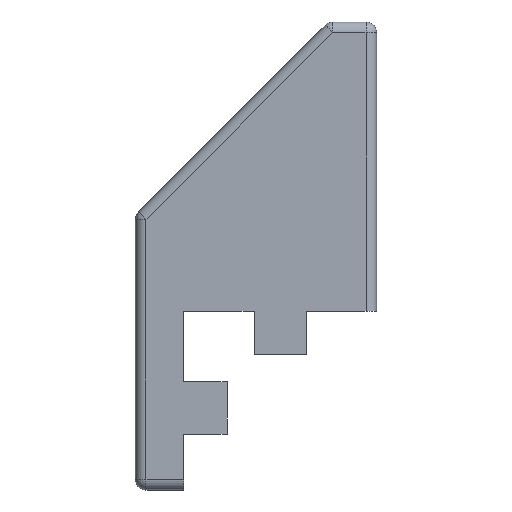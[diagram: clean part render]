
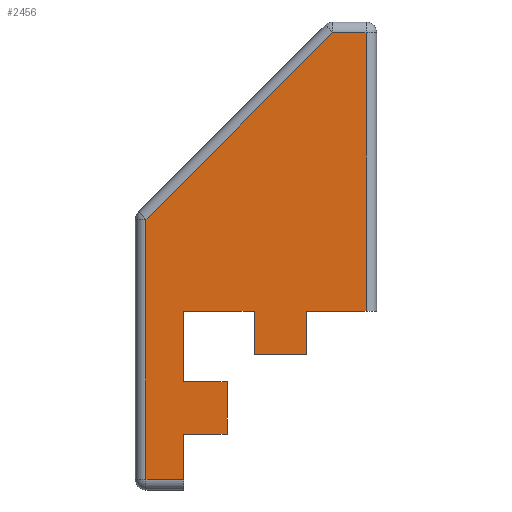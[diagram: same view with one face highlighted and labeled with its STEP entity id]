
A CAD part, left-side view. The second image highlights one B-rep face of the part: STEP entity #2456.
In plain terms, the highlighted planar face has unit normal (-1, 0, 0).
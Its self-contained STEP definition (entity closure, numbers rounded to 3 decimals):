
#15 = CARTESIAN_POINT ( 'NONE',  ( 138.5, -2.7, 10. ) ) ;
#32 = VERTEX_POINT ( 'NONE', #3874 ) ;
#66 = CARTESIAN_POINT ( 'NONE',  ( 138.5, 10., 2.7 ) ) ;
#84 = EDGE_CURVE ( 'NONE', #3451, #2443, #2905, .T. ) ;
#122 = CARTESIAN_POINT ( 'NONE',  ( 138.5, 0., -7.4 ) ) ;
#181 = EDGE_CURVE ( 'NONE', #32, #314, #1254, .T. ) ;
#201 = EDGE_CURVE ( 'NONE', #2812, #1983, #902, .T. ) ;
#219 = VECTOR ( 'NONE', #1601, 1000. ) ;
#314 = VERTEX_POINT ( 'NONE', #3396 ) ;
#356 = CARTESIAN_POINT ( 'NONE',  ( 138.5, 10., -2.7 ) ) ;
#380 = DIRECTION ( 'NONE',  ( 0., 0., 1. ) ) ;
#392 = LINE ( 'NONE', #122, #2520 ) ;
#431 = CARTESIAN_POINT ( 'NONE',  ( 138.5, -8.9, 10. ) ) ;
#449 = ORIENTED_EDGE ( 'NONE', *, *, #2638, .T. ) ;
#472 = DIRECTION ( 'NONE',  ( 0., 0., 1. ) ) ;
#473 = VECTOR ( 'NONE', #2448, 1000. ) ;
#505 = CARTESIAN_POINT ( 'NONE',  ( 138.5, 10., -2.7 ) ) ;
#511 = DIRECTION ( 'NONE',  ( 0., -1., 0. ) ) ;
#703 = DIRECTION ( 'NONE',  ( 0., 0., 1. ) ) ;
#723 = VECTOR ( 'NONE', #2492, 1000. ) ;
#743 = CARTESIAN_POINT ( 'NONE',  ( 138.5, -2.7, 5.5 ) ) ;
#774 = CARTESIAN_POINT ( 'NONE',  ( 138.5, 0., 38.9 ) ) ;
#812 = VERTEX_POINT ( 'NONE', #1913 ) ;
#902 = LINE ( 'NONE', #3825, #219 ) ;
#907 = LINE ( 'NONE', #3331, #2407 ) ;
#939 = ORIENTED_EDGE ( 'NONE', *, *, #3416, .T. ) ;
#952 = LINE ( 'NONE', #66, #2820 ) ;
#1112 = CARTESIAN_POINT ( 'NONE',  ( 138.5, 2.7, 5.5 ) ) ;
#1114 = VECTOR ( 'NONE', #3213, 1000. ) ;
#1129 = CARTESIAN_POINT ( 'NONE',  ( 138.5, -2.7, 5.5 ) ) ;
#1250 = VECTOR ( 'NONE', #380, 1000. ) ;
#1254 = LINE ( 'NONE', #3643, #1935 ) ;
#1279 = ORIENTED_EDGE ( 'NONE', *, *, #2003, .T. ) ;
#1282 = LINE ( 'NONE', #356, #723 ) ;
#1323 = VECTOR ( 'NONE', #1758, 1000. ) ;
#1339 = DIRECTION ( 'NONE',  ( 1., 0., 0. ) ) ;
#1375 = AXIS2_PLACEMENT_3D ( 'NONE', #1655, #1339, #2550 ) ;
#1380 = VECTOR ( 'NONE', #472, 1000. ) ;
#1416 = LINE ( 'NONE', #1112, #2767 ) ;
#1544 = EDGE_CURVE ( 'NONE', #3388, #2305, #2411, .T. ) ;
#1580 = LINE ( 'NONE', #743, #2710 ) ;
#1601 = DIRECTION ( 'NONE',  ( 0., 0., 1. ) ) ;
#1633 = FACE_OUTER_BOUND ( 'NONE', #2668, .T. ) ;
#1655 = CARTESIAN_POINT ( 'NONE',  ( 138.5, 0., 0. ) ) ;
#1671 = ORIENTED_EDGE ( 'NONE', *, *, #3889, .T. ) ;
#1677 = CARTESIAN_POINT ( 'NONE',  ( 138.5, 13.9, 0. ) ) ;
#1758 = DIRECTION ( 'NONE',  ( 0., 0., -1. ) ) ;
#1785 = CARTESIAN_POINT ( 'NONE',  ( 138.5, 10., 2.7 ) ) ;
#1839 = DIRECTION ( 'NONE',  ( 0., -1., 0. ) ) ;
#1847 = CARTESIAN_POINT ( 'NONE',  ( 138.5, -2.7, 10. ) ) ;
#1884 = VECTOR ( 'NONE', #2673, 1000. ) ;
#1913 = CARTESIAN_POINT ( 'NONE',  ( 138.5, 10., 10. ) ) ;
#1935 = VECTOR ( 'NONE', #2472, 1000. ) ;
#1964 = CARTESIAN_POINT ( 'NONE',  ( 138.5, -8.9, 38.9 ) ) ;
#1983 = VERTEX_POINT ( 'NONE', #1964 ) ;
#2003 = EDGE_CURVE ( 'NONE', #2793, #3729, #2202, .T. ) ;
#2047 = ORIENTED_EDGE ( 'NONE', *, *, #2348, .T. ) ;
#2176 = ORIENTED_EDGE ( 'NONE', *, *, #3404, .T. ) ;
#2202 = LINE ( 'NONE', #2503, #1250 ) ;
#2267 = ORIENTED_EDGE ( 'NONE', *, *, #1544, .T. ) ;
#2305 = VERTEX_POINT ( 'NONE', #2383 ) ;
#2309 = CARTESIAN_POINT ( 'NONE',  ( 138.5, 5.5, 2.7 ) ) ;
#2348 = EDGE_CURVE ( 'NONE', #3236, #2812, #2731, .T. ) ;
#2383 = CARTESIAN_POINT ( 'NONE',  ( 138.5, 10., 2.7 ) ) ;
#2404 = ORIENTED_EDGE ( 'NONE', *, *, #84, .T. ) ;
#2407 = VECTOR ( 'NONE', #1839, 1000. ) ;
#2409 = EDGE_CURVE ( 'NONE', #3652, #2793, #392, .T. ) ;
#2411 = LINE ( 'NONE', #1785, #1884 ) ;
#2443 = VERTEX_POINT ( 'NONE', #3427 ) ;
#2448 = DIRECTION ( 'NONE',  ( 0., -1., 0. ) ) ;
#2456 = ADVANCED_FACE ( 'NONE', ( #1633 ), #2837, .F. ) ;
#2472 = DIRECTION ( 'NONE',  ( 0., 0.707, -0.707 ) ) ;
#2475 = ORIENTED_EDGE ( 'NONE', *, *, #3603, .T. ) ;
#2489 = ORIENTED_EDGE ( 'NONE', *, *, #3282, .T. ) ;
#2492 = DIRECTION ( 'NONE',  ( 0., -1., 0. ) ) ;
#2503 = CARTESIAN_POINT ( 'NONE',  ( 138.5, 10., -2.7 ) ) ;
#2514 = ORIENTED_EDGE ( 'NONE', *, *, #201, .T. ) ;
#2520 = VECTOR ( 'NONE', #3132, 1000. ) ;
#2550 = DIRECTION ( 'NONE',  ( 0., 0., -1. ) ) ;
#2608 = LINE ( 'NONE', #1677, #1323 ) ;
#2638 = EDGE_CURVE ( 'NONE', #2305, #812, #952, .T. ) ;
#2668 = EDGE_LOOP ( 'NONE', ( #2047, #2514, #3820, #3148, #2176, #3677, #1279, #2475, #939, #2267, #449, #1671, #2404, #3032, #2489 ) ) ;
#2670 = CARTESIAN_POINT ( 'NONE',  ( 138.5, 5.5, -2.7 ) ) ;
#2673 = DIRECTION ( 'NONE',  ( 0., 1., 0. ) ) ;
#2710 = VECTOR ( 'NONE', #703, 1000. ) ;
#2731 = LINE ( 'NONE', #15, #473 ) ;
#2756 = VECTOR ( 'NONE', #3051, 1000. ) ;
#2767 = VECTOR ( 'NONE', #511, 1000. ) ;
#2787 = CARTESIAN_POINT ( 'NONE',  ( 138.5, 2.7, 5.5 ) ) ;
#2788 = EDGE_CURVE ( 'NONE', #1983, #32, #3841, .T. ) ;
#2793 = VERTEX_POINT ( 'NONE', #3815 ) ;
#2812 = VERTEX_POINT ( 'NONE', #431 ) ;
#2820 = VECTOR ( 'NONE', #3370, 1000. ) ;
#2837 = PLANE ( 'NONE',  #1375 ) ;
#2855 = CARTESIAN_POINT ( 'NONE',  ( 138.5, 13.9, -7.4 ) ) ;
#2875 = CARTESIAN_POINT ( 'NONE',  ( 138.5, 5.5, -2.7 ) ) ;
#2905 = LINE ( 'NONE', #2787, #2756 ) ;
#3032 = ORIENTED_EDGE ( 'NONE', *, *, #3374, .T. ) ;
#3051 = DIRECTION ( 'NONE',  ( 0., 0., -1. ) ) ;
#3132 = DIRECTION ( 'NONE',  ( 0., -1., 0. ) ) ;
#3148 = ORIENTED_EDGE ( 'NONE', *, *, #181, .T. ) ;
#3213 = DIRECTION ( 'NONE',  ( 0., 1., 0. ) ) ;
#3235 = CARTESIAN_POINT ( 'NONE',  ( 138.5, 2.7, 10. ) ) ;
#3236 = VERTEX_POINT ( 'NONE', #1847 ) ;
#3282 = EDGE_CURVE ( 'NONE', #3757, #3236, #1580, .T. ) ;
#3331 = CARTESIAN_POINT ( 'NONE',  ( 138.5, 10., 10. ) ) ;
#3370 = DIRECTION ( 'NONE',  ( 0., 0., 1. ) ) ;
#3374 = EDGE_CURVE ( 'NONE', #2443, #3757, #1416, .T. ) ;
#3388 = VERTEX_POINT ( 'NONE', #2309 ) ;
#3396 = CARTESIAN_POINT ( 'NONE',  ( 138.5, 13.9, 19.544 ) ) ;
#3404 = EDGE_CURVE ( 'NONE', #314, #3652, #2608, .T. ) ;
#3416 = EDGE_CURVE ( 'NONE', #3464, #3388, #3534, .T. ) ;
#3427 = CARTESIAN_POINT ( 'NONE',  ( 138.5, 2.7, 5.5 ) ) ;
#3451 = VERTEX_POINT ( 'NONE', #3235 ) ;
#3464 = VERTEX_POINT ( 'NONE', #2875 ) ;
#3534 = LINE ( 'NONE', #2670, #1380 ) ;
#3603 = EDGE_CURVE ( 'NONE', #3729, #3464, #1282, .T. ) ;
#3643 = CARTESIAN_POINT ( 'NONE',  ( 138.5, 16.722, 16.722 ) ) ;
#3652 = VERTEX_POINT ( 'NONE', #2855 ) ;
#3677 = ORIENTED_EDGE ( 'NONE', *, *, #2409, .T. ) ;
#3729 = VERTEX_POINT ( 'NONE', #505 ) ;
#3757 = VERTEX_POINT ( 'NONE', #1129 ) ;
#3815 = CARTESIAN_POINT ( 'NONE',  ( 138.5, 10., -7.4 ) ) ;
#3820 = ORIENTED_EDGE ( 'NONE', *, *, #2788, .T. ) ;
#3825 = CARTESIAN_POINT ( 'NONE',  ( 138.5, -8.9, 0. ) ) ;
#3841 = LINE ( 'NONE', #774, #1114 ) ;
#3874 = CARTESIAN_POINT ( 'NONE',  ( 138.5, -5.456, 38.9 ) ) ;
#3889 = EDGE_CURVE ( 'NONE', #812, #3451, #907, .T. ) ;
